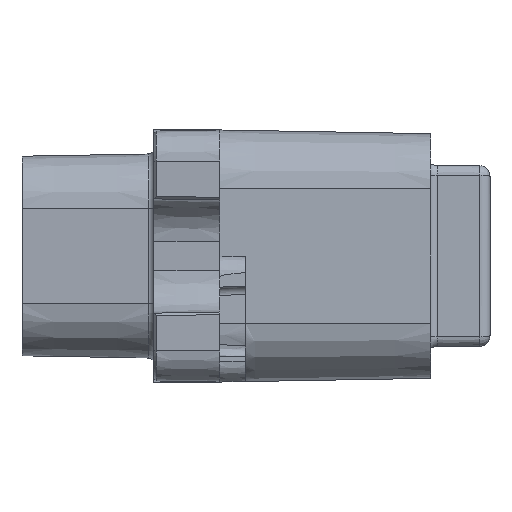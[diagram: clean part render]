
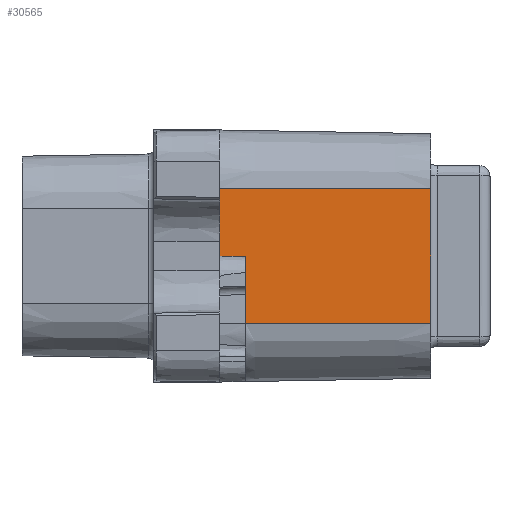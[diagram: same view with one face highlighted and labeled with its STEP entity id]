
A CAD part, left-side view. The second image highlights one B-rep face of the part: STEP entity #30565.
In plain terms, the highlighted planar face has unit normal (-1, -0.018, 0).
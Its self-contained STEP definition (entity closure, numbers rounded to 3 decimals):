
#1699 = PLANE ( 'NONE',  #32485 ) ;
#2101 = DIRECTION ( 'NONE',  ( 0.017, -1., 0. ) ) ;
#2825 = VERTEX_POINT ( 'NONE', #30932 ) ;
#3658 = LINE ( 'NONE', #11137, #26804 ) ;
#3893 = FACE_OUTER_BOUND ( 'NONE', #10855, .T. ) ;
#6480 = EDGE_CURVE ( 'NONE', #21637, #14087, #7006, .T. ) ;
#6488 = ORIENTED_EDGE ( 'NONE', *, *, #14381, .T. ) ;
#7006 = LINE ( 'NONE', #8957, #31144 ) ;
#8197 = CARTESIAN_POINT ( 'NONE',  ( -23.583, 0., 6.47 ) ) ;
#8396 = DIRECTION ( 'NONE',  ( 0., 0., -1. ) ) ;
#8957 = CARTESIAN_POINT ( 'NONE',  ( -23.585, 0.113, 0.002 ) ) ;
#9385 = ORIENTED_EDGE ( 'NONE', *, *, #12651, .F. ) ;
#10245 = DIRECTION ( 'NONE',  ( 0., 0., -1. ) ) ;
#10622 = LINE ( 'NONE', #38364, #24379 ) ;
#10855 = EDGE_LOOP ( 'NONE', ( #35470, #34959, #36496, #9385, #6488, #39525 ) ) ;
#10930 = LINE ( 'NONE', #36881, #28135 ) ;
#11137 = CARTESIAN_POINT ( 'NONE',  ( -23.54, -2.5, 6.47 ) ) ;
#12267 = CARTESIAN_POINT ( 'NONE',  ( -23.228, -20.36, -6.47 ) ) ;
#12651 = EDGE_CURVE ( 'NONE', #2825, #37188, #28484, .T. ) ;
#14087 = VERTEX_POINT ( 'NONE', #20660 ) ;
#14381 = EDGE_CURVE ( 'NONE', #2825, #22117, #10622, .T. ) ;
#15539 = EDGE_CURVE ( 'NONE', #37188, #20538, #23828, .T. ) ;
#15586 = EDGE_CURVE ( 'NONE', #21637, #20538, #3658, .T. ) ;
#17416 = DIRECTION ( 'NONE',  ( 0., 0., -1. ) ) ;
#17920 = EDGE_CURVE ( 'NONE', #22117, #14087, #10930, .T. ) ;
#19519 = DIRECTION ( 'NONE',  ( -0.017, 1., 0. ) ) ;
#20207 = CARTESIAN_POINT ( 'NONE',  ( -23.583, 0., -6.47 ) ) ;
#20538 = VERTEX_POINT ( 'NONE', #21083 ) ;
#20618 = CARTESIAN_POINT ( 'NONE',  ( -23.54, -2.5, -0.044 ) ) ;
#20660 = CARTESIAN_POINT ( 'NONE',  ( -23.583, 0., 0. ) ) ;
#21083 = CARTESIAN_POINT ( 'NONE',  ( -23.54, -2.5, -6.47 ) ) ;
#21239 = DIRECTION ( 'NONE',  ( -1., -0.017, 0. ) ) ;
#21637 = VERTEX_POINT ( 'NONE', #20618 ) ;
#22117 = VERTEX_POINT ( 'NONE', #8197 ) ;
#23828 = LINE ( 'NONE', #20207, #37145 ) ;
#24379 = VECTOR ( 'NONE', #19519, 1000. ) ;
#25513 = VECTOR ( 'NONE', #10245, 1000. ) ;
#26804 = VECTOR ( 'NONE', #17416, 1000. ) ;
#28135 = VECTOR ( 'NONE', #8396, 1000. ) ;
#28484 = LINE ( 'NONE', #29513, #25513 ) ;
#29513 = CARTESIAN_POINT ( 'NONE',  ( -23.228, -20.36, 6.47 ) ) ;
#30196 = CARTESIAN_POINT ( 'NONE',  ( -23.583, 0., 6.47 ) ) ;
#30565 = ADVANCED_FACE ( 'NONE', ( #3893 ), #1699, .T. ) ;
#30932 = CARTESIAN_POINT ( 'NONE',  ( -23.228, -20.36, 6.47 ) ) ;
#31144 = VECTOR ( 'NONE', #33720, 1000. ) ;
#32485 = AXIS2_PLACEMENT_3D ( 'NONE', #30196, #21239, #2101 ) ;
#33720 = DIRECTION ( 'NONE',  ( -0.017, 1., 0.017 ) ) ;
#34959 = ORIENTED_EDGE ( 'NONE', *, *, #15586, .T. ) ;
#35470 = ORIENTED_EDGE ( 'NONE', *, *, #6480, .F. ) ;
#36496 = ORIENTED_EDGE ( 'NONE', *, *, #15539, .F. ) ;
#36881 = CARTESIAN_POINT ( 'NONE',  ( -23.583, 0., 6.47 ) ) ;
#37145 = VECTOR ( 'NONE', #38493, 1000. ) ;
#37188 = VERTEX_POINT ( 'NONE', #12267 ) ;
#38364 = CARTESIAN_POINT ( 'NONE',  ( -23.583, 0., 6.47 ) ) ;
#38493 = DIRECTION ( 'NONE',  ( -0.017, 1., 0. ) ) ;
#39525 = ORIENTED_EDGE ( 'NONE', *, *, #17920, .T. ) ;
